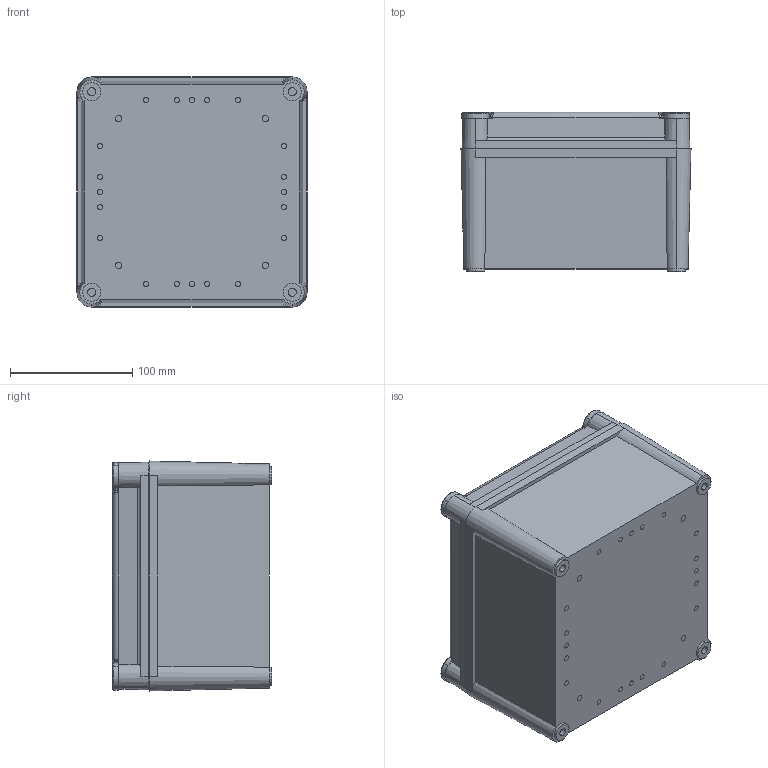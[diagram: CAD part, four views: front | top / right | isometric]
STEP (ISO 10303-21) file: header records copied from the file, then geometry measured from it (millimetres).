
FILE_DESCRIPTION (( 'STEP AP214' ), '1' );
FILE_NAME ('5330059_FIBOX_Solid_PC1919_13T.STEP', '2022-12-21T08:51:26', ( 'fiboxadmin' ), ( '' ), 'SwSTEP 2.0', 'SolidWorks 2021', '' );
FILE_SCHEMA (( 'AUTOMOTIVE_DESIGN' ));
Length unit declared in the file: millimetre
Products named in the file (4): 5330059_FIBOX_Solid_PC1919_13T; Fibox_Solid_1919_B; CS 10256 Cross head screw; FIBOX_EKH30C
Assembly tree (6 placements, depth 2):
  5330059_FIBOX_Solid_PC1919_13T
    Fibox_Solid_1919_B
    FIBOX_EKH30C
    CS 10256 Cross head screw  x4
Bounding box: 188 x 130 x 188 mm (x, y, z)
Volume: 585069.3 mm3; surface area: 345404.5 mm2
Topology: 6 solids, 6 shells, 1028 faces, 2617 edges, 1659 vertices
Faces by surface type: plane 561, cylinder 300, cone 103, bspline 56, torus 8
Entity records: 22003 total; most frequent: CARTESIAN_POINT 4923, DIRECTION 3311, ORIENTED_EDGE 3254, EDGE_CURVE 1627, AXIS2_PLACEMENT_3D 1241, VERTEX_POINT 1050, VECTOR 829, LINE 829
